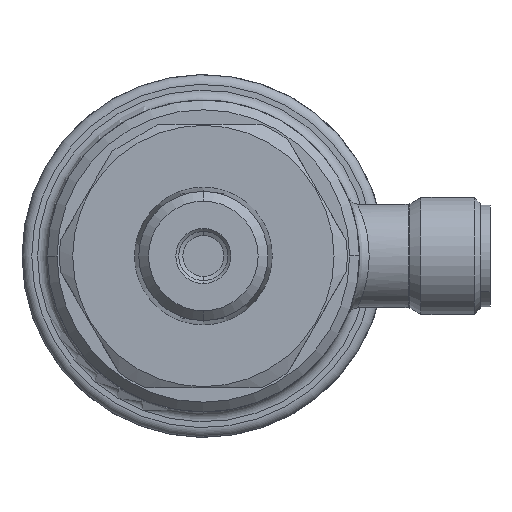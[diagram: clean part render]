
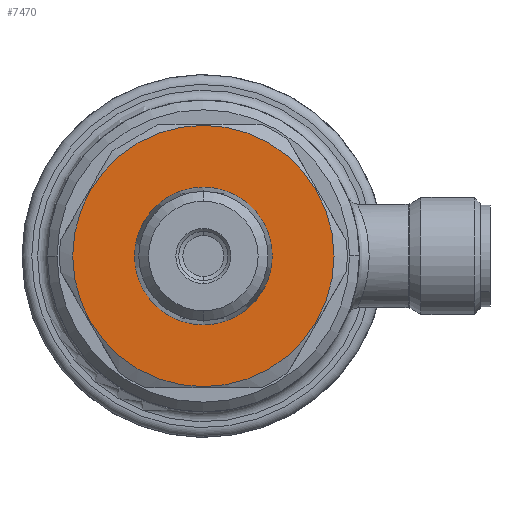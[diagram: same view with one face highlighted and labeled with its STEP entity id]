
A CAD part, front view. The second image highlights one B-rep face of the part: STEP entity #7470.
In plain terms, the highlighted face is planar.
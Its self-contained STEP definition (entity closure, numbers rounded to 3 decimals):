
#4 = ORIENTED_EDGE ( 'NONE', *, *, #5233, .T. ) ;
#170 = DIRECTION ( 'NONE',  ( -1., 0., 0. ) ) ;
#456 = EDGE_LOOP ( 'NONE', ( #4, #7983 ) ) ;
#574 = EDGE_CURVE ( 'NONE', #3096, #2283, #6153, .T. ) ;
#1197 = CARTESIAN_POINT ( 'NONE',  ( 33.5, 0., -7.063 ) ) ;
#1278 = EDGE_CURVE ( 'NONE', #3764, #5289, #2406, .T. ) ;
#1543 = AXIS2_PLACEMENT_3D ( 'NONE', #4080, #4116, #4139 ) ;
#1761 = CARTESIAN_POINT ( 'NONE',  ( 33.5, 0., 0. ) ) ;
#1858 = FACE_OUTER_BOUND ( 'NONE', #4843, .T. ) ;
#2031 = AXIS2_PLACEMENT_3D ( 'NONE', #1761, #6094, #2411 ) ;
#2096 = CARTESIAN_POINT ( 'NONE',  ( 33.5, 0., 0. ) ) ;
#2223 = ORIENTED_EDGE ( 'NONE', *, *, #1278, .F. ) ;
#2283 = VERTEX_POINT ( 'NONE', #7117 ) ;
#2406 = CIRCLE ( 'NONE', #3589, 13.4 ) ;
#2411 = DIRECTION ( 'NONE',  ( 0., 0., 1. ) ) ;
#2548 = DIRECTION ( 'NONE',  ( -1., 0., 0. ) ) ;
#2597 = AXIS2_PLACEMENT_3D ( 'NONE', #2096, #5797, #7554 ) ;
#2604 = CARTESIAN_POINT ( 'NONE',  ( 33.5, 0., 0. ) ) ;
#2699 = CIRCLE ( 'NONE', #2031, 13.4 ) ;
#2891 = ORIENTED_EDGE ( 'NONE', *, *, #4776, .F. ) ;
#3096 = VERTEX_POINT ( 'NONE', #1197 ) ;
#3225 = DIRECTION ( 'NONE',  ( 0., 0., 1. ) ) ;
#3589 = AXIS2_PLACEMENT_3D ( 'NONE', #2604, #2548, #3225 ) ;
#3764 = VERTEX_POINT ( 'NONE', #4007 ) ;
#4007 = CARTESIAN_POINT ( 'NONE',  ( 33.5, 0., -13.4 ) ) ;
#4051 = CARTESIAN_POINT ( 'NONE',  ( 33.5, 0., 0. ) ) ;
#4080 = CARTESIAN_POINT ( 'NONE',  ( 33.5, 0., 0. ) ) ;
#4116 = DIRECTION ( 'NONE',  ( -1., 0., 0. ) ) ;
#4139 = DIRECTION ( 'NONE',  ( 0., 0., 1. ) ) ;
#4384 = CIRCLE ( 'NONE', #4612, 7.063 ) ;
#4612 = AXIS2_PLACEMENT_3D ( 'NONE', #4051, #170, #4672 ) ;
#4672 = DIRECTION ( 'NONE',  ( 0., 0., 1. ) ) ;
#4776 = EDGE_CURVE ( 'NONE', #5289, #3764, #2699, .T. ) ;
#4843 = EDGE_LOOP ( 'NONE', ( #2891, #2223 ) ) ;
#5233 = EDGE_CURVE ( 'NONE', #2283, #3096, #4384, .T. ) ;
#5289 = VERTEX_POINT ( 'NONE', #7100 ) ;
#5797 = DIRECTION ( 'NONE',  ( 1., 0., 0. ) ) ;
#6094 = DIRECTION ( 'NONE',  ( -1., 0., 0. ) ) ;
#6153 = CIRCLE ( 'NONE', #1543, 7.063 ) ;
#6209 = FACE_BOUND ( 'NONE', #456, .T. ) ;
#6997 = PLANE ( 'NONE',  #2597 ) ;
#7100 = CARTESIAN_POINT ( 'NONE',  ( 33.5, 0., 13.4 ) ) ;
#7117 = CARTESIAN_POINT ( 'NONE',  ( 33.5, 0., 7.063 ) ) ;
#7470 = ADVANCED_FACE ( 'NONE', ( #6209, #1858 ), #6997, .T. ) ;
#7554 = DIRECTION ( 'NONE',  ( 0., 0., -1. ) ) ;
#7983 = ORIENTED_EDGE ( 'NONE', *, *, #574, .T. ) ;
